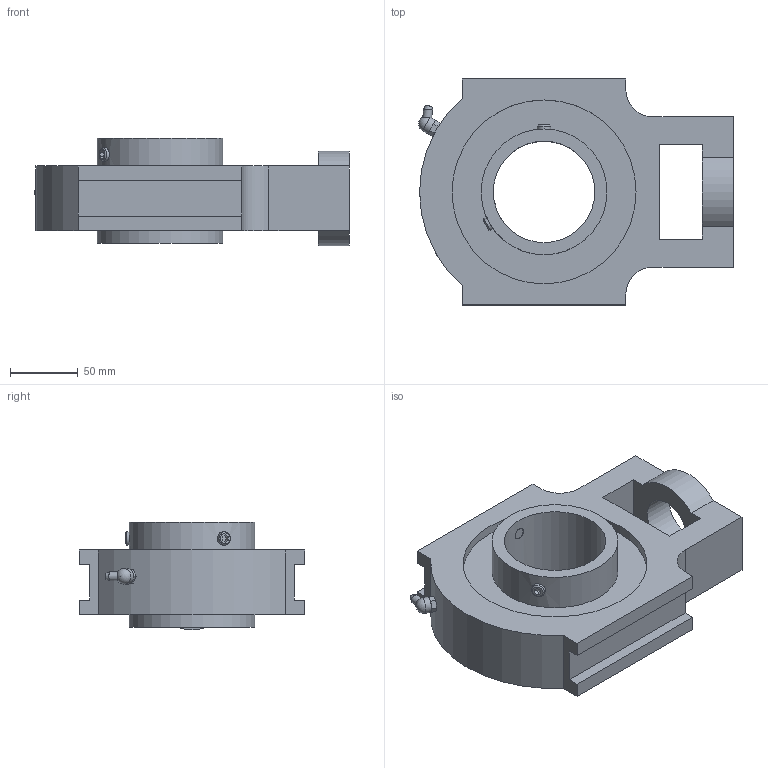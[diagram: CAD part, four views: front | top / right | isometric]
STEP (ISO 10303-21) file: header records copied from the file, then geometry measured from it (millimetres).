
FILE_DESCRIPTION( ( 'STEP AP203' ), '1' );
FILE_NAME( 'UCT215D1(75,D1).stp', '2019-08-08T07:46:29', ( '' ), ( '' ), ' ', 'PARTsolutions', ' ' );
FILE_SCHEMA( ( 'CONFIG_CONTROL_DESIGN' ) );
Length unit declared in the file: millimetre
Products named in the file (3): UCT215D1(75,D1); _UCT215D1UCT Housing; _GB-PF1/8GNUCT
Assembly tree (2 placements, depth 2):
  UCT215D1(75,D1)
    _UCT215D1UCT Housing
    _GB-PF1/8GNUCT
Bounding box: 232.76 x 167 x 79.5 mm (x, y, z)
Volume: 1128884.8 mm3; surface area: 139664.8 mm2
Topology: 2 solids, 2 shells, 90 faces, 218 edges, 139 vertices
Faces by surface type: plane 67, cylinder 17, cone 5, sphere 1
Full cylindrical faces by diameter (mm): 6.6 x1, 8.466 x2, 10 x2, 11.5 x1, 41 x1, 75 x1, 93 x2, 136 x2
Entity records: 2854 total; most frequent: CARTESIAN_POINT 716, DIRECTION 420, ORIENTED_EDGE 386, EDGE_CURVE 193, LINE 142, VECTOR 142, AXIS2_PLACEMENT_3D 139, VERTEX_POINT 133
